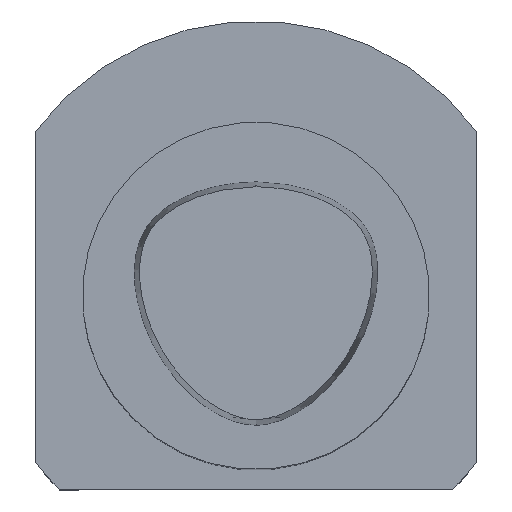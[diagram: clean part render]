
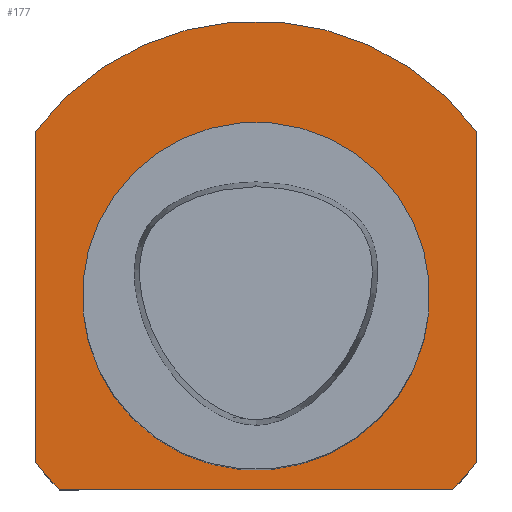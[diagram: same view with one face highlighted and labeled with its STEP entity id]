
A CAD part, top view. The second image highlights one B-rep face of the part: STEP entity #177.
In plain terms, the highlighted planar face has unit normal (0, 0, 1).
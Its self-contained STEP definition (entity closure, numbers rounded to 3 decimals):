
#87=EDGE_CURVE('240[2]',#244,#245,#246,.T.);
#113=EDGE_CURVE('240[2]',#282,#283,#284,.T.);
#117=EDGE_CURVE('240[2]',#290,#283,#291,.T.);
#161=EDGE_CURVE('240[2]',#351,#351,#352,.T.);
#163=EDGE_CURVE('240[2]',#244,#354,#355,.T.);
#172=EDGE_CURVE('240[2]',#290,#245,#365,.T.);
#177=ADVANCED_FACE('240[2]',(#370,#371),#372,.T.);
#218=EDGE_CURVE('240[2]',#282,#354,#419,.T.);
#244=VERTEX_POINT('',#440);
#245=VERTEX_POINT('',#441);
#246=CIRCLE('',#442,50.0);
#282=VERTEX_POINT('',#577);
#283=VERTEX_POINT('',#578);
#284=LINE('',#579,#580);
#290=VERTEX_POINT('',#589);
#291=CIRCLE('',#590,50.0);
#351=VERTEX_POINT('',#760);
#352=CIRCLE('',#761,31.5);
#354=VERTEX_POINT('',#764);
#355=LINE('',#765,#766);
#365=LINE('',#798,#799);
#370=FACE_OUTER_BOUND('',#807,.T.);
#371=FACE_BOUND('',#808,.T.);
#372=PLANE('',#809);
#419=CIRCLE('',#896,50.0);
#440=CARTESIAN_POINT('',(35.707,-35.,-80.0));
#441=CARTESIAN_POINT('',(40.,-30.,-80.0));
#442=AXIS2_PLACEMENT_3D('',#900,#901,#902);
#577=CARTESIAN_POINT('',(-40.,-30.,-80.0));
#578=CARTESIAN_POINT('',(-40.,30.,-80.0));
#579=CARTESIAN_POINT('',(-40.,-30.,-80.0));
#580=VECTOR('',#953,60.);
#589=CARTESIAN_POINT('',(40.,30.,-80.0));
#590=AXIS2_PLACEMENT_3D('',#955,#956,#957);
#760=CARTESIAN_POINT('',(-22.274,22.274,-80.0));
#761=AXIS2_PLACEMENT_3D('',#1018,#1019,#1020);
#764=CARTESIAN_POINT('',(-35.707,-35.,-80.0));
#765=CARTESIAN_POINT('',(35.707,-35.,-80.0));
#766=VECTOR('',#1021,71.414);
#798=CARTESIAN_POINT('',(40.,30.,-80.0));
#799=VECTOR('',#1031,60.0);
#807=EDGE_LOOP('',(#1034,#1035,#1036,#1037,#1038,#1039));
#808=EDGE_LOOP('',(#1040));
#809=AXIS2_PLACEMENT_3D('',#1041,#1042,#1043);
#896=AXIS2_PLACEMENT_3D('',#1096,#1097,#1098);
#900=CARTESIAN_POINT('',(0.,0.,-80.0));
#901=DIRECTION('',(0.0,0.0,1.0));
#902=DIRECTION('',(0.0,-1.0,0.0));
#953=DIRECTION('',(0.0,1.0,0.0));
#955=CARTESIAN_POINT('',(0.,0.,-80.0));
#956=DIRECTION('',(0.0,0.0,1.0));
#957=DIRECTION('',(0.0,-1.0,0.0));
#1018=CARTESIAN_POINT('',(0.,0.,-80.0));
#1019=DIRECTION('',(0.0,0.0,1.0));
#1020=DIRECTION('',(0.707,-0.707,0.0));
#1021=DIRECTION('',(-1.0,0.0,0.0));
#1031=DIRECTION('',(0.0,-1.0,0.0));
#1034=ORIENTED_EDGE('',*,*,#163,.F.);
#1035=ORIENTED_EDGE('',*,*,#87,.T.);
#1036=ORIENTED_EDGE('',*,*,#172,.F.);
#1037=ORIENTED_EDGE('',*,*,#117,.T.);
#1038=ORIENTED_EDGE('',*,*,#113,.F.);
#1039=ORIENTED_EDGE('',*,*,#218,.T.);
#1040=ORIENTED_EDGE('',*,*,#161,.F.);
#1041=CARTESIAN_POINT('',(0.,-25.,-80.0));
#1042=DIRECTION('',(0.0,0.0,1.0));
#1043=DIRECTION('',(1.0,-0.0,0.0));
#1096=CARTESIAN_POINT('',(0.,0.,-80.0));
#1097=DIRECTION('',(0.0,0.0,1.0));
#1098=DIRECTION('',(0.0,-1.0,0.0));
